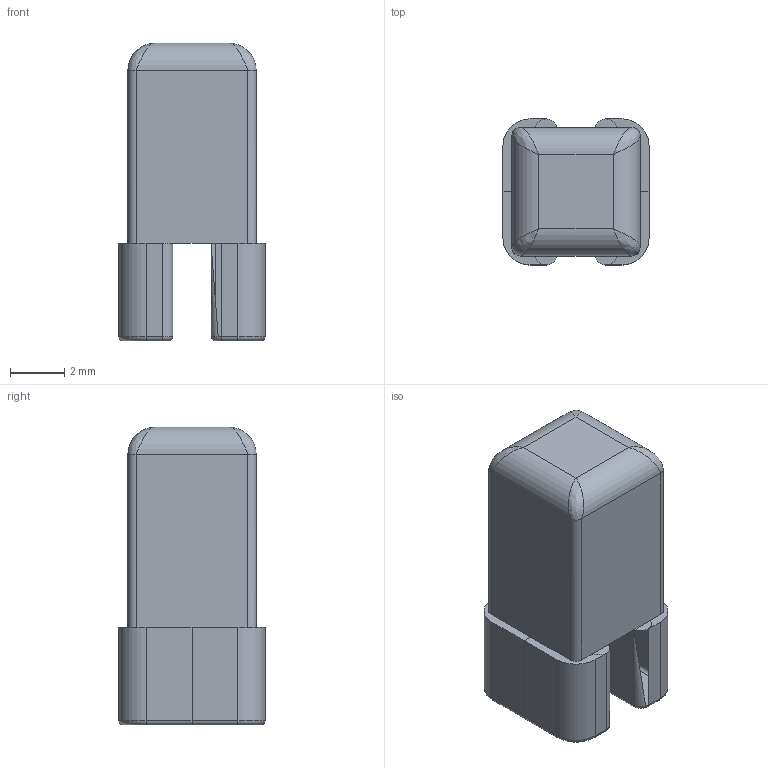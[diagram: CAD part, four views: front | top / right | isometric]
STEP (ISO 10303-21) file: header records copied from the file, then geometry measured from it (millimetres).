
FILE_DESCRIPTION(('FreeCAD Model'),'2;1');
FILE_NAME('Open CASCADE Shape Model','2021-04-03T10:53:26',('Author'),( ''),'Open CASCADE STEP processor 7.5','FreeCAD','Unknown');
FILE_SCHEMA(('AUTOMOTIVE_DESIGN { 1 0 10303 214 1 1 1 1 }'));
Length unit declared in the file: millimetre
Products named in the file (1): Adapter
Bounding box: 5.4 x 5.4 x 11 mm (x, y, z)
Volume: 218.8 mm3; surface area: 301.9 mm2
Topology: 1 solids, 1 shells, 90 faces, 218 edges, 122 vertices
Faces by surface type: cylinder 40, plane 34, torus 8, revolution 4, bspline 4
Full cylindrical faces by diameter (mm): 0.8 x2
Entity records: 5720 total; most frequent: CARTESIAN_POINT 1421, DIRECTION 825, LINE 485, VECTOR 485, ORIENTED_EDGE 420, PCURVE 420, DEFINITIONAL_REPRESENTATION 420, EDGE_CURVE 210
